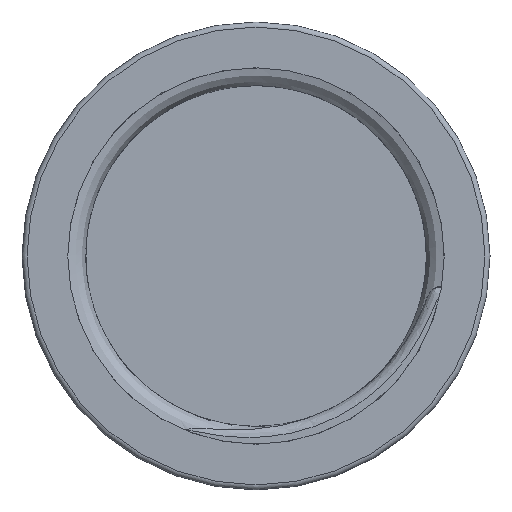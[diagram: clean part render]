
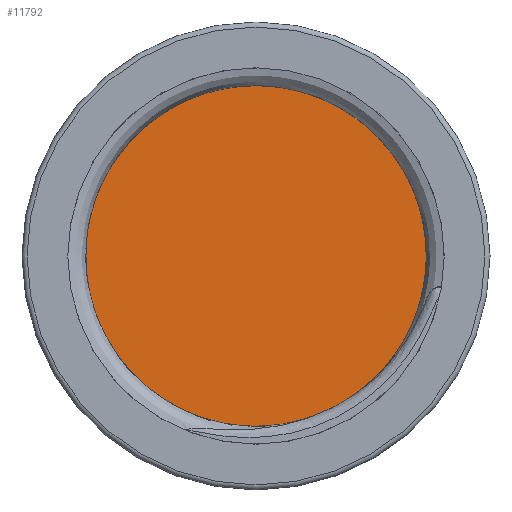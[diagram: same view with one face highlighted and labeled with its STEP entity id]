
A CAD part, front view. The second image highlights one B-rep face of the part: STEP entity #11792.
In plain terms, the highlighted planar face has unit normal (0, -1, 0).
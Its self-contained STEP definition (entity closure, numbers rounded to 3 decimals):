
#346=PLANE('',#12623);
#1839=FACE_OUTER_BOUND('',#2559,.T.);
#2559=EDGE_LOOP('',(#10989,#10990,#10991));
#2562=CIRCLE('',#11814,9.25);
#2741=CIRCLE('',#12172,9.25);
#2985=B_SPLINE_CURVE_WITH_KNOTS('',3,(#22848,#22849,#22850,#22851,#22852,
#22853,#22854,#22855,#22856,#22857,#22858,#22859,#22860,#22861,#22862,#22863,
#22864,#22865,#22866,#22867,#22868,#22869,#22870,#22871,#22872,#22873,#22874,
#22875,#22876,#22877,#22878,#22879,#22880,#22881,#22882,#22883,#22884,#22885,
#22886,#22887,#22888,#22889),.UNSPECIFIED.,.F.,.F.,(4,2,2,2,2,2,2,2,2,2,
2,2,2,2,2,2,2,2,2,2,4),(1.381,1.382,1.385,
1.39,1.4,1.425,1.533,1.696,
1.821,1.943,2.065,2.184,2.301,
2.417,2.53,2.661,2.778,2.802,
2.81,2.815,2.815),.UNSPECIFIED.);
#4594=VERTEX_POINT('',#15380);
#4596=VERTEX_POINT('',#15383);
#5587=VERTEX_POINT('',#21795);
#5721=EDGE_CURVE('',#4596,#4594,#2562,.T.);
#7124=EDGE_CURVE('',#4594,#5587,#2741,.T.);
#7240=EDGE_CURVE('',#5587,#4596,#2985,.T.);
#10989=ORIENTED_EDGE('',*,*,#7240,.T.);
#10990=ORIENTED_EDGE('',*,*,#5721,.T.);
#10991=ORIENTED_EDGE('',*,*,#7124,.T.);
#11792=ADVANCED_FACE('',(#1839),#346,.F.);
#11814=AXIS2_PLACEMENT_3D('',#15384,#12646,#12647);
#12172=AXIS2_PLACEMENT_3D('',#21812,#14040,#14041);
#12623=AXIS2_PLACEMENT_3D('',#23337,#15054,#15055);
#12646=DIRECTION('center_axis',(0.,-1.,0.));
#12647=DIRECTION('ref_axis',(1.,0.,0.));
#14040=DIRECTION('center_axis',(0.,-1.,0.));
#14041=DIRECTION('ref_axis',(1.,0.,0.));
#15054=DIRECTION('center_axis',(0.,1.,0.));
#15055=DIRECTION('ref_axis',(-1.,0.,0.));
#15380=CARTESIAN_POINT('',(55.75,16.,0.));
#15383=CARTESIAN_POINT('',(70.988,16.,7.05));
#15384=CARTESIAN_POINT('Origin',(65.,16.,0.));
#21795=CARTESIAN_POINT('',(55.804,16.,-1.));
#21812=CARTESIAN_POINT('Origin',(65.,16.,0.));
#22848=CARTESIAN_POINT('Ctrl Pts',(55.804,16.,-1.));
#22849=CARTESIAN_POINT('Ctrl Pts',(55.805,16.,-1.));
#22850=CARTESIAN_POINT('Ctrl Pts',(55.806,16.,-1.));
#22851=CARTESIAN_POINT('Ctrl Pts',(55.813,16.,-1.));
#22852=CARTESIAN_POINT('Ctrl Pts',(55.819,16.,-1.001));
#22853=CARTESIAN_POINT('Ctrl Pts',(55.833,16.,-1.005));
#22854=CARTESIAN_POINT('Ctrl Pts',(55.841,16.,-1.01));
#22855=CARTESIAN_POINT('Ctrl Pts',(55.861,16.,-1.025));
#22856=CARTESIAN_POINT('Ctrl Pts',(55.874,16.,-1.039));
#22857=CARTESIAN_POINT('Ctrl Pts',(55.916,16.,-1.093));
#22858=CARTESIAN_POINT('Ctrl Pts',(55.946,16.,-1.15));
#22859=CARTESIAN_POINT('Ctrl Pts',(56.088,16.,-1.452));
#22860=CARTESIAN_POINT('Ctrl Pts',(56.23,16.,-1.886));
#22861=CARTESIAN_POINT('Ctrl Pts',(56.787,16.,-3.231));
#22862=CARTESIAN_POINT('Ctrl Pts',(57.36,16.,-4.408));
#22863=CARTESIAN_POINT('Ctrl Pts',(59.218,16.,-6.399));
#22864=CARTESIAN_POINT('Ctrl Pts',(60.178,16.,-7.097));
#22865=CARTESIAN_POINT('Ctrl Pts',(62.301,16.,-8.067));
#22866=CARTESIAN_POINT('Ctrl Pts',(63.434,16.,-8.336));
#22867=CARTESIAN_POINT('Ctrl Pts',(65.736,16.,-8.413));
#22868=CARTESIAN_POINT('Ctrl Pts',(66.879,16.,-8.223));
#22869=CARTESIAN_POINT('Ctrl Pts',(68.997,16.,-7.414));
#22870=CARTESIAN_POINT('Ctrl Pts',(69.954,16.,-6.814));
#22871=CARTESIAN_POINT('Ctrl Pts',(71.573,16.,-5.294));
#22872=CARTESIAN_POINT('Ctrl Pts',(72.224,16.,-4.393));
#22873=CARTESIAN_POINT('Ctrl Pts',(73.148,16.,-2.407));
#22874=CARTESIAN_POINT('Ctrl Pts',(73.418,16.,-1.345));
#22875=CARTESIAN_POINT('Ctrl Pts',(73.558,16.,0.81));
#22876=CARTESIAN_POINT('Ctrl Pts',(73.435,16.,1.878));
#22877=CARTESIAN_POINT('Ctrl Pts',(72.784,16.,4.091));
#22878=CARTESIAN_POINT('Ctrl Pts',(72.262,16.,5.01));
#22879=CARTESIAN_POINT('Ctrl Pts',(71.46,16.,6.241));
#22880=CARTESIAN_POINT('Ctrl Pts',(71.127,16.,6.656));
#22881=CARTESIAN_POINT('Ctrl Pts',(70.993,16.,6.932));
#22882=CARTESIAN_POINT('Ctrl Pts',(70.978,16.,6.972));
#22883=CARTESIAN_POINT('Ctrl Pts',(70.976,16.,7.013));
#22884=CARTESIAN_POINT('Ctrl Pts',(70.976,16.,7.023));
#22885=CARTESIAN_POINT('Ctrl Pts',(70.981,16.,7.039));
#22886=CARTESIAN_POINT('Ctrl Pts',(70.984,16.,7.044));
#22887=CARTESIAN_POINT('Ctrl Pts',(70.988,16.,7.05));
#22888=CARTESIAN_POINT('Ctrl Pts',(70.988,16.,7.05));
#22889=CARTESIAN_POINT('Ctrl Pts',(70.988,16.,7.05));
#23337=CARTESIAN_POINT('Origin',(65.,16.,0.));
